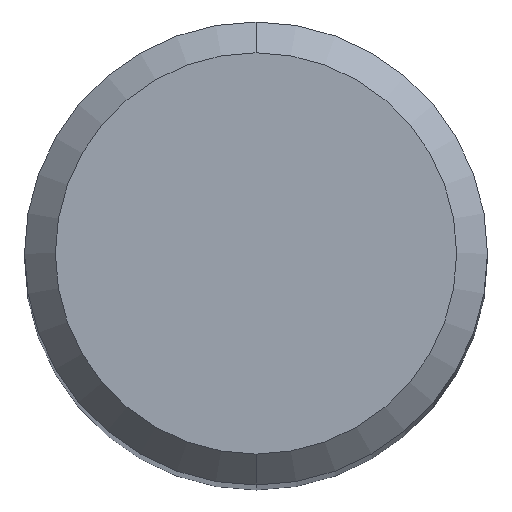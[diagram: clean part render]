
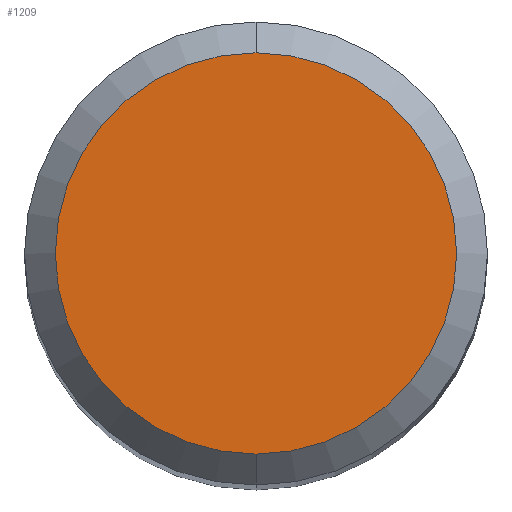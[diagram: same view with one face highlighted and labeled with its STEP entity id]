
A CAD part, top view. The second image highlights one B-rep face of the part: STEP entity #1209.
In plain terms, the highlighted planar face has unit normal (0, 0, 1).
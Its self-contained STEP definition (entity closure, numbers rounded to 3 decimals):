
#777=EDGE_CURVE('',#1641,#1709,#1967,.T.);
#1209=ADVANCED_FACE('',(#2438),#2439,.T.);
#1509=EDGE_CURVE('',#1709,#1641,#2761,.T.);
#1641=VERTEX_POINT('',#2909);
#1709=VERTEX_POINT('',#2983);
#1967=CIRCLE('',#4823,2.6);
#2438=FACE_OUTER_BOUND('',#8027,.T.);
#2439=PLANE('',#8028);
#2761=CIRCLE('',#11046,2.6);
#2909=CARTESIAN_POINT('',(0.,-2.6,0.0));
#2983=CARTESIAN_POINT('',(0.0,2.6,0.0));
#4823=AXIS2_PLACEMENT_3D('',#14136,#14137,#14138);
#8027=EDGE_LOOP('',(#14643,#14644));
#8028=AXIS2_PLACEMENT_3D('',#14645,#14646,#14647);
#11046=AXIS2_PLACEMENT_3D('',#14989,#14990,#14991);
#14136=CARTESIAN_POINT('',(0.0,0.0,0.0));
#14137=DIRECTION('',(0.0,0.0,-1.0));
#14138=DIRECTION('',(0.0,1.0,0.0));
#14643=ORIENTED_EDGE('',*,*,#1509,.F.);
#14644=ORIENTED_EDGE('',*,*,#777,.F.);
#14645=CARTESIAN_POINT('',(0.0,1.3,0.0));
#14646=DIRECTION('',(-0.0,0.0,1.0));
#14647=DIRECTION('',(0.0,-1.0,0.0));
#14989=CARTESIAN_POINT('',(0.0,0.0,0.0));
#14990=DIRECTION('',(0.0,0.0,-1.0));
#14991=DIRECTION('',(0.0,1.0,0.0));
